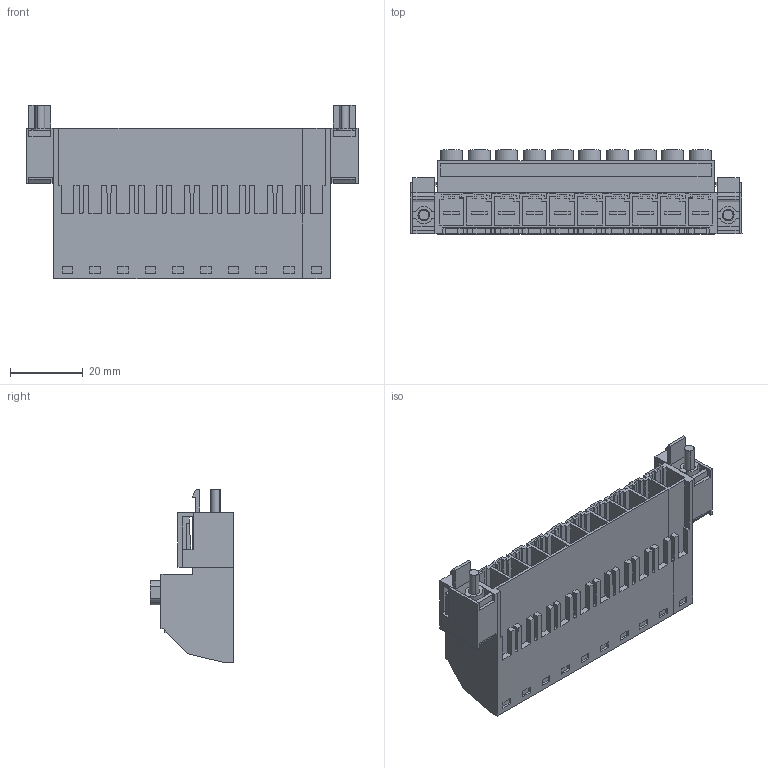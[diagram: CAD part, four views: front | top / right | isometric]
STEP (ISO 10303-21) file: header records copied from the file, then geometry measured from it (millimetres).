
FILE_DESCRIPTION(('CATIA V5 STEP','CAx-IF Rec.Pracs.--- Model Styling and Organization---1.4--- 2014-01-23'),'2;1');
FILE_NAME ('D1561368_1_1951080000_1951080000.stp','2023-06-22T06:33:55+00:00',('none'),('Weidmueller'),'CATIA Version 5-6 Release 2016 SP3 HF44','CATIA V5 STEP AP214','none');
FILE_SCHEMA(('AUTOMOTIVE_DESIGN { 1 0 10303 214 1 1 1 1 }'));
Length unit declared in the file: millimetre
Products named in the file (1): 1951080000
Bounding box: 91.44 x 23.1 x 47.75 mm (x, y, z)
Volume: 34074.1 mm3; surface area: 27354.9 mm2
Topology: 27 solids, 27 shells, 1023 faces, 2787 edges, 1867 vertices
Faces by surface type: plane 935, cylinder 88
Entity records: 30735 total; most frequent: ORIENTED_EDGE 5574, CARTESIAN_POINT 5494, DIRECTION 4145, EDGE_CURVE 2787, VECTOR 2518, LINE 2518, VERTEX_POINT 1867, EDGE_LOOP 1080
